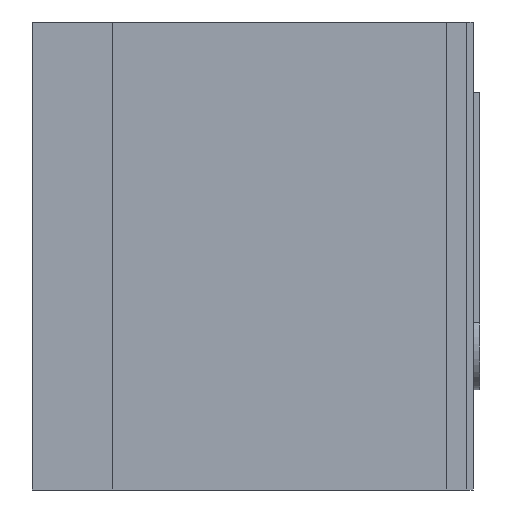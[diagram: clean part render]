
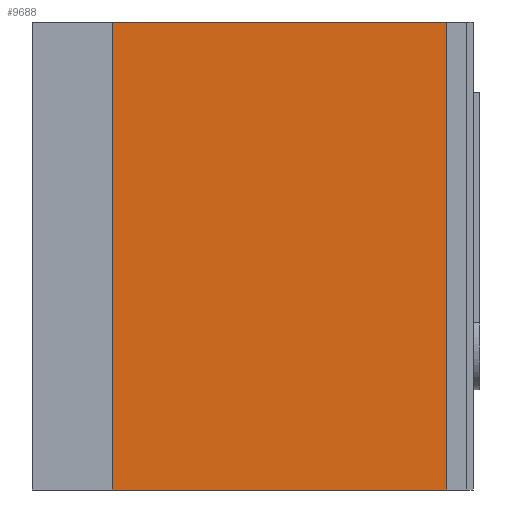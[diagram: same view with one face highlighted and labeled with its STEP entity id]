
A CAD part, left-side view. The second image highlights one B-rep face of the part: STEP entity #9688.
In plain terms, the highlighted planar face has unit normal (-1, 0, 0).
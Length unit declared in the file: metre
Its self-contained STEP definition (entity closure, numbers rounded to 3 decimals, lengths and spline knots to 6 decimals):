
#1218=LINE('',#16339,#2086);
#1219=LINE('',#16342,#2087);
#1220=LINE('',#16344,#2088);
#1221=LINE('',#16346,#2089);
#2086=VECTOR('',#12659,1.);
#2087=VECTOR('',#12660,1.);
#2088=VECTOR('',#12661,1.);
#2089=VECTOR('',#12662,1.);
#4492=ORIENTED_EDGE('',*,*,#5944,.F.);
#4493=ORIENTED_EDGE('',*,*,#5945,.F.);
#4494=ORIENTED_EDGE('',*,*,#5946,.T.);
#4495=ORIENTED_EDGE('',*,*,#5947,.T.);
#5944=EDGE_CURVE('',#6902,#6903,#1218,.T.);
#5945=EDGE_CURVE('',#6904,#6902,#1219,.T.);
#5946=EDGE_CURVE('',#6904,#6905,#1220,.T.);
#5947=EDGE_CURVE('',#6905,#6903,#1221,.T.);
#6902=VERTEX_POINT('',#16340);
#6903=VERTEX_POINT('',#16341);
#6904=VERTEX_POINT('',#16343);
#6905=VERTEX_POINT('',#16345);
#7933=EDGE_LOOP('',(#4492,#4493,#4494,#4495));
#8745=FACE_BOUND('',#7933,.T.);
#9191=PLANE('',#10466);
#9688=ADVANCED_FACE('',(#8745),#9191,.T.);
#10466=AXIS2_PLACEMENT_3D('',#16338,#12657,#12658);
#12657=DIRECTION('',(-1.,0.,0.));
#12658=DIRECTION('',(0.,0.,1.));
#12659=DIRECTION('',(0.,0.,-1.));
#12660=DIRECTION('',(0.,-1.,0.));
#12661=DIRECTION('',(0.,0.,-1.));
#12662=DIRECTION('',(0.,-1.,0.));
#16338=CARTESIAN_POINT('',(0.,0.05,-0.035));
#16339=CARTESIAN_POINT('',(0.,0.,-0.035));
#16340=CARTESIAN_POINT('',(0.,0.,0.));
#16341=CARTESIAN_POINT('',(0.,0.,-0.07));
#16342=CARTESIAN_POINT('',(0.,0.05,0.));
#16343=CARTESIAN_POINT('',(0.,0.05,0.));
#16344=CARTESIAN_POINT('',(0.,0.05,-0.035));
#16345=CARTESIAN_POINT('',(0.,0.05,-0.07));
#16346=CARTESIAN_POINT('',(0.,0.05,-0.07));
